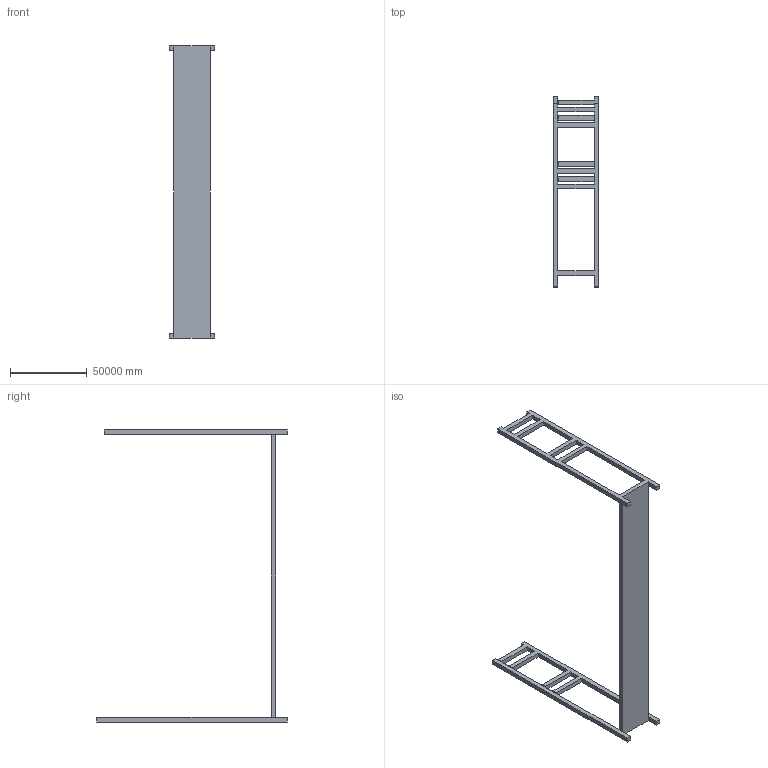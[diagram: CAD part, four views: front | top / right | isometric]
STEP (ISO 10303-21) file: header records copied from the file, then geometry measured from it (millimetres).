
FILE_DESCRIPTION(/* description */ (''),/* implementation_level */ '2;1');
FILE_NAME(/* name */ 'korudneme2.stp',/* time_stamp */ '2021-01-15T20:59:56+03:00',/* author */ (''),/* organization */ (''),/* preprocessor_version */ 'ST-DEVELOPER v16.7',/* originating_system */ 'SIEMENS PLM Software NX 1859',/* authorisation */ '');
FILE_SCHEMA (('AUTOMOTIVE_DESIGN { 1 0 10303 214 3 1 1 1 }'));
Length unit declared in the file: millimetre
Products named in the file (1): model1
Bounding box: 29800 x 124100 x 190000 mm (x, y, z)
Volume: 19656670658822.4 mm3; surface area: 18304785100 mm2
Topology: 1 solids, 1 shells, 218 faces, 664 edges, 440 vertices
Faces by surface type: plane 218
Entity records: 7320 total; most frequent: ORIENTED_EDGE 1328, CARTESIAN_POINT 1323, DIRECTION 1102, EDGE_CURVE 664, LINE 664, VECTOR 664, VERTEX_POINT 440, EDGE_LOOP 226
